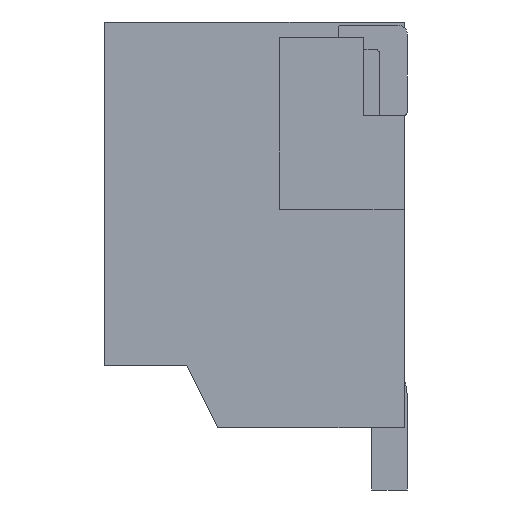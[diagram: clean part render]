
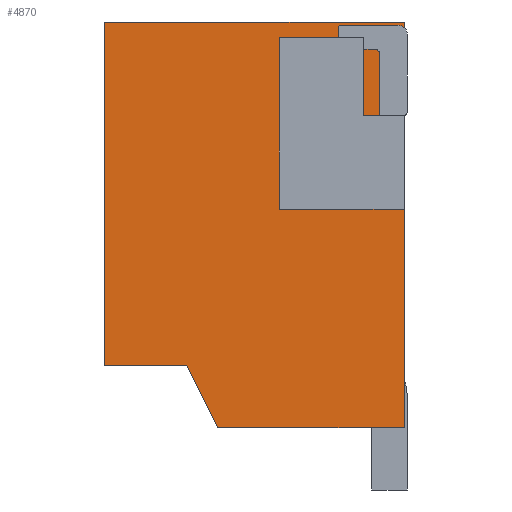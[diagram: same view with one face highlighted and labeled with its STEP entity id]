
A CAD part, left-side view. The second image highlights one B-rep face of the part: STEP entity #4870.
In plain terms, the highlighted planar face has unit normal (-1, 0, 0).
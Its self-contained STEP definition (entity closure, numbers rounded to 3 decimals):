
#1441=DIRECTION('',(0.,0.,-1.));
#1442=VECTOR('',#1441,3.);
#1443=CARTESIAN_POINT('',(-8.91,0.,0.));
#1444=LINE('',#1443,#1442);
#1445=DIRECTION('',(0.,1.,0.));
#1446=VECTOR('',#1445,1.3);
#1447=CARTESIAN_POINT('',(-8.91,0.,-3.));
#1448=LINE('',#1447,#1446);
#1449=DIRECTION('',(0.,1.,0.));
#1450=VECTOR('',#1449,2.7);
#1451=CARTESIAN_POINT('',(-8.91,1.3,-0.5));
#1452=LINE('',#1451,#1450);
#1453=DIRECTION('',(0.,1.,0.));
#1454=VECTOR('',#1453,5.98);
#1455=CARTESIAN_POINT('',(-8.91,0.,-13.));
#1456=LINE('',#1455,#1454);
#1457=DIRECTION('',(0.,-0.444,-0.896));
#1458=VECTOR('',#1457,2.232);
#1459=CARTESIAN_POINT('',(-8.91,6.97,-11.));
#1460=LINE('',#1459,#1458);
#1461=DIRECTION('',(0.,-1.,0.));
#1462=VECTOR('',#1461,2.63);
#1463=CARTESIAN_POINT('',(-8.91,9.6,-11.));
#1464=LINE('',#1463,#1462);
#1465=DIRECTION('',(0.,0.,-1.));
#1466=VECTOR('',#1465,11.);
#1467=CARTESIAN_POINT('',(-8.91,9.6,0.));
#1468=LINE('',#1467,#1466);
#1469=DIRECTION('',(0.,-1.,0.));
#1470=VECTOR('',#1469,9.6);
#1471=CARTESIAN_POINT('',(-8.91,9.6,0.));
#1472=LINE('',#1471,#1470);
#1509=DIRECTION('',(0.,0.,1.));
#1510=VECTOR('',#1509,7.);
#1511=CARTESIAN_POINT('',(-8.91,0.,-13.));
#1512=LINE('',#1511,#1510);
#1753=DIRECTION('',(0.,0.,1.));
#1754=VECTOR('',#1753,2.5);
#1755=CARTESIAN_POINT('',(-8.91,1.3,-3.));
#1756=LINE('',#1755,#1754);
#1929=DIRECTION('',(0.,1.,0.));
#1930=VECTOR('',#1929,4.);
#1931=CARTESIAN_POINT('',(-8.91,0.,-6.));
#1932=LINE('',#1931,#1930);
#1941=DIRECTION('',(0.,0.,-1.));
#1942=VECTOR('',#1941,5.5);
#1943=CARTESIAN_POINT('',(-8.91,4.,-0.5));
#1944=LINE('',#1943,#1942);
#2050=CARTESIAN_POINT('',(-8.91,9.6,0.));
#2052=VERTEX_POINT('',#2050);
#2059=CARTESIAN_POINT('',(-8.91,6.97,-11.));
#2060=CARTESIAN_POINT('',(-8.91,5.98,-13.));
#2061=VERTEX_POINT('',#2059);
#2062=VERTEX_POINT('',#2060);
#2063=CARTESIAN_POINT('',(-8.91,9.6,-11.));
#2064=VERTEX_POINT('',#2063);
#2113=CARTESIAN_POINT('',(-8.91,0.,-13.));
#2114=CARTESIAN_POINT('',(-8.91,0.,-6.));
#2115=VERTEX_POINT('',#2113);
#2116=VERTEX_POINT('',#2114);
#2135=CARTESIAN_POINT('',(-8.91,4.,-0.5));
#2137=VERTEX_POINT('',#2135);
#2139=CARTESIAN_POINT('',(-8.91,4.,-6.));
#2140=VERTEX_POINT('',#2139);
#2141=CARTESIAN_POINT('',(-8.91,0.,0.));
#2142=VERTEX_POINT('',#2141);
#2146=CARTESIAN_POINT('',(-8.91,0.,-3.));
#2148=VERTEX_POINT('',#2146);
#2161=CARTESIAN_POINT('',(-8.91,1.3,-0.5));
#2162=VERTEX_POINT('',#2161);
#2165=CARTESIAN_POINT('',(-8.91,1.3,-3.));
#2166=VERTEX_POINT('',#2165);
#4843=CARTESIAN_POINT('',(-8.91,9.6,0.));
#4844=DIRECTION('',(-1.,0.,0.));
#4845=DIRECTION('',(0.,-1.,0.));
#4846=AXIS2_PLACEMENT_3D('',#4843,#4844,#4845);
#4847=PLANE('',#4846);
#4849=ORIENTED_EDGE('',*,*,#4848,.T.);
#4851=ORIENTED_EDGE('',*,*,#4850,.T.);
#4853=ORIENTED_EDGE('',*,*,#4852,.T.);
#4855=ORIENTED_EDGE('',*,*,#4854,.T.);
#4857=ORIENTED_EDGE('',*,*,#4856,.T.);
#4859=ORIENTED_EDGE('',*,*,#4858,.F.);
#4861=ORIENTED_EDGE('',*,*,#4860,.F.);
#4862=ORIENTED_EDGE('',*,*,#4820,.T.);
#4863=ORIENTED_EDGE('',*,*,#4774,.F.);
#4864=ORIENTED_EDGE('',*,*,#4678,.F.);
#4866=ORIENTED_EDGE('',*,*,#4865,.F.);
#4867=ORIENTED_EDGE('',*,*,#2734,.T.);
#4868=EDGE_LOOP('',(#4849,#4851,#4853,#4855,#4857,#4859,#4861,#4862,#4863,#4864,
#4866,#4867));
#4869=FACE_OUTER_BOUND('',#4868,.F.);
#2734=EDGE_CURVE('',#2052,#2142,#1472,.T.);
#4678=EDGE_CURVE('',#2064,#2061,#1464,.T.);
#4774=EDGE_CURVE('',#2061,#2062,#1460,.T.);
#4820=EDGE_CURVE('',#2115,#2062,#1456,.T.);
#4848=EDGE_CURVE('',#2142,#2148,#1444,.T.);
#4850=EDGE_CURVE('',#2148,#2166,#1448,.T.);
#4852=EDGE_CURVE('',#2166,#2162,#1756,.T.);
#4854=EDGE_CURVE('',#2162,#2137,#1452,.T.);
#4856=EDGE_CURVE('',#2137,#2140,#1944,.T.);
#4858=EDGE_CURVE('',#2116,#2140,#1932,.T.);
#4860=EDGE_CURVE('',#2115,#2116,#1512,.T.);
#4865=EDGE_CURVE('',#2052,#2064,#1468,.T.);
#4870=ADVANCED_FACE('',(#4869),#4847,.T.);
